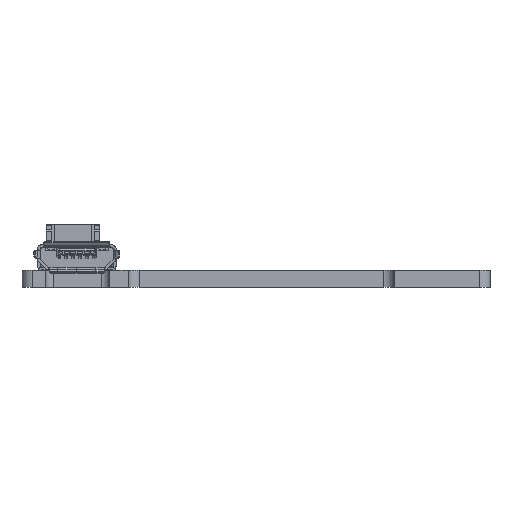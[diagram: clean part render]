
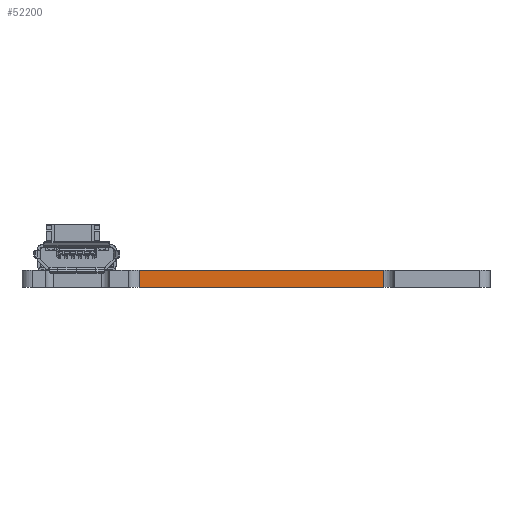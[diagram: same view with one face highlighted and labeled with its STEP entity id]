
A CAD part, left-side view. The second image highlights one B-rep face of the part: STEP entity #52200.
In plain terms, the highlighted planar face has unit normal (-1, 0, 0).
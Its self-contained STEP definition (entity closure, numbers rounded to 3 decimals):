
#51128 = VERTEX_POINT('',#51129);
#51129 = CARTESIAN_POINT('',(1.,-11.,0.));
#51136 = EDGE_CURVE('',#51137,#51128,#51139,.T.);
#51137 = VERTEX_POINT('',#51138);
#51138 = CARTESIAN_POINT('',(1.,-34.,0.));
#51139 = LINE('',#51140,#51141);
#51140 = CARTESIAN_POINT('',(1.,-34.,0.));
#51141 = VECTOR('',#51142,1.);
#51142 = DIRECTION('',(0.,1.,0.));
#51510 = VERTEX_POINT('',#51511);
#51511 = CARTESIAN_POINT('',(1.,-11.,1.6));
#51518 = EDGE_CURVE('',#51519,#51510,#51521,.T.);
#51519 = VERTEX_POINT('',#51520);
#51520 = CARTESIAN_POINT('',(1.,-34.,1.6));
#51521 = LINE('',#51522,#51523);
#51522 = CARTESIAN_POINT('',(1.,-34.,1.6));
#51523 = VECTOR('',#51524,1.);
#51524 = DIRECTION('',(0.,1.,0.));
#52170 = EDGE_CURVE('',#51128,#51510,#52171,.T.);
#52171 = LINE('',#52172,#52173);
#52172 = CARTESIAN_POINT('',(1.,-11.,0.));
#52173 = VECTOR('',#52174,1.);
#52174 = DIRECTION('',(0.,0.,1.));
#52200 = ADVANCED_FACE('',(#52201),#52212,.T.);
#52201 = FACE_BOUND('',#52202,.T.);
#52202 = EDGE_LOOP('',(#52203,#52209,#52210,#52211));
#52203 = ORIENTED_EDGE('',*,*,#52204,.T.);
#52204 = EDGE_CURVE('',#51137,#51519,#52205,.T.);
#52205 = LINE('',#52206,#52207);
#52206 = CARTESIAN_POINT('',(1.,-34.,0.));
#52207 = VECTOR('',#52208,1.);
#52208 = DIRECTION('',(0.,0.,1.));
#52209 = ORIENTED_EDGE('',*,*,#51518,.T.);
#52210 = ORIENTED_EDGE('',*,*,#52170,.F.);
#52211 = ORIENTED_EDGE('',*,*,#51136,.F.);
#52212 = PLANE('',#52213);
#52213 = AXIS2_PLACEMENT_3D('',#52214,#52215,#52216);
#52214 = CARTESIAN_POINT('',(1.,-34.,0.));
#52215 = DIRECTION('',(-1.,0.,0.));
#52216 = DIRECTION('',(0.,1.,0.));
